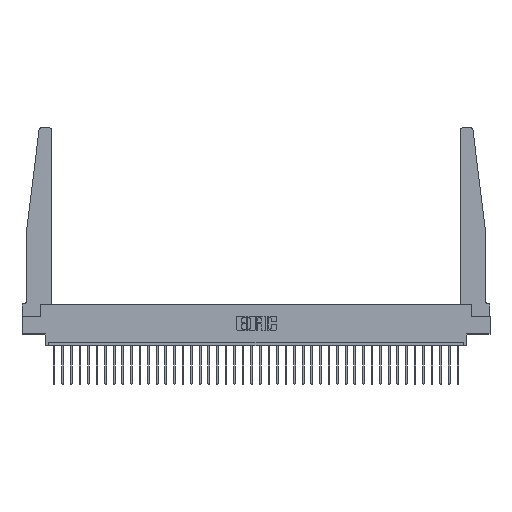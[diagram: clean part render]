
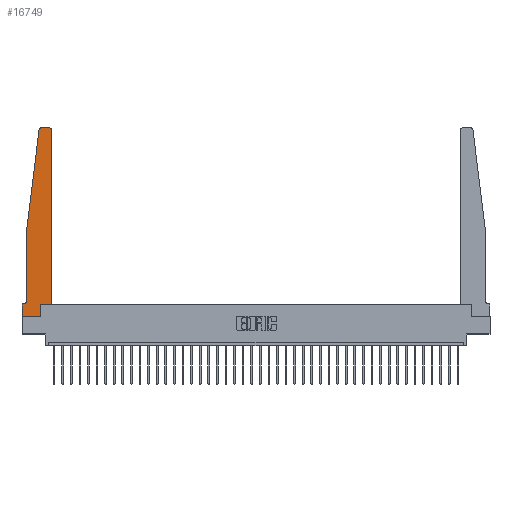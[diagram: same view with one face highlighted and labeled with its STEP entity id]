
A CAD part, top view. The second image highlights one B-rep face of the part: STEP entity #16749.
In plain terms, the highlighted planar face has unit normal (0, 0, 1).
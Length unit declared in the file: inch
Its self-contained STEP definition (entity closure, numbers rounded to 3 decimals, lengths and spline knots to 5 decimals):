
#462 = VERTEX_POINT ( 'NONE', #7785 ) ;
#536 = LINE ( 'NONE', #20517, #17344 ) ;
#1114 = VERTEX_POINT ( 'NONE', #5630 ) ;
#1313 = LINE ( 'NONE', #13898, #31624 ) ;
#1344 = CARTESIAN_POINT ( 'NONE',  ( 0.065, 0.2375, 0.37 ) ) ;
#1355 = ORIENTED_EDGE ( 'NONE', *, *, #13249, .T. ) ;
#1555 = AXIS2_PLACEMENT_3D ( 'NONE', #26942, #19076, #29734 ) ;
#2139 = VECTOR ( 'NONE', #17024, 39.37008 ) ;
#2596 = CARTESIAN_POINT ( 'NONE',  ( 0.25, 2.75, 0.37 ) ) ;
#2745 = DIRECTION ( 'NONE',  ( 0., 0., 1. ) ) ;
#2856 = DIRECTION ( 'NONE',  ( 1., 0., 0. ) ) ;
#2903 = CARTESIAN_POINT ( 'NONE',  ( 0., 0.1875, 0.37 ) ) ;
#2980 = CIRCLE ( 'NONE', #1555, 0.03 ) ;
#4642 = EDGE_CURVE ( 'NONE', #6629, #462, #30799, .T. ) ;
#4930 = CIRCLE ( 'NONE', #14737, 0.05 ) ;
#5229 = LINE ( 'NONE', #23570, #31508 ) ;
#5458 = CARTESIAN_POINT ( 'NONE',  ( 0.2605, 0.18, 0.37 ) ) ;
#5630 = CARTESIAN_POINT ( 'NONE',  ( 0.425, 0.18, 0.37 ) ) ;
#6138 = VERTEX_POINT ( 'NONE', #5458 ) ;
#6246 = ORIENTED_EDGE ( 'NONE', *, *, #20058, .T. ) ;
#6247 = DIRECTION ( 'NONE',  ( -0.122, -0.992, 0. ) ) ;
#6629 = VERTEX_POINT ( 'NONE', #2903 ) ;
#6667 = VECTOR ( 'NONE', #10257, 39.37008 ) ;
#6864 = VECTOR ( 'NONE', #18396, 39.37008 ) ;
#7490 = DIRECTION ( 'NONE',  ( 0., -1., 0. ) ) ;
#7785 = CARTESIAN_POINT ( 'NONE',  ( 0., 0., 0.37 ) ) ;
#7847 = DIRECTION ( 'NONE',  ( 0., 1., 0. ) ) ;
#8025 = VERTEX_POINT ( 'NONE', #33401 ) ;
#8422 = EDGE_CURVE ( 'NONE', #6138, #1114, #11870, .T. ) ;
#8669 = VERTEX_POINT ( 'NONE', #25553 ) ;
#9236 = CARTESIAN_POINT ( 'NONE',  ( 0.065, 1.25, 0.37 ) ) ;
#9404 = CARTESIAN_POINT ( 'NONE',  ( 0.425, 0.18, 0.37 ) ) ;
#9766 = EDGE_CURVE ( 'NONE', #462, #15170, #22888, .T. ) ;
#10257 = DIRECTION ( 'NONE',  ( -1., 0., 0. ) ) ;
#10391 = VERTEX_POINT ( 'NONE', #17917 ) ;
#10537 = VERTEX_POINT ( 'NONE', #18812 ) ;
#10814 = ORIENTED_EDGE ( 'NONE', *, *, #28947, .T. ) ;
#11768 = ORIENTED_EDGE ( 'NONE', *, *, #8422, .T. ) ;
#11870 = LINE ( 'NONE', #19315, #13966 ) ;
#12263 = PLANE ( 'NONE',  #20298 ) ;
#12343 = LINE ( 'NONE', #9404, #2139 ) ;
#12489 = EDGE_CURVE ( 'NONE', #8669, #14929, #15341, .T. ) ;
#13249 = EDGE_CURVE ( 'NONE', #10391, #8025, #2980, .T. ) ;
#13407 = EDGE_LOOP ( 'NONE', ( #6246, #13914, #21670, #27128, #31566, #10814, #31216, #21819, #30065, #11768, #28964, #1355 ) ) ;
#13898 = CARTESIAN_POINT ( 'NONE',  ( 0.065, 0.1875, 0.37 ) ) ;
#13914 = ORIENTED_EDGE ( 'NONE', *, *, #25630, .T. ) ;
#13953 = CARTESIAN_POINT ( 'NONE',  ( 0., 0., 0.37 ) ) ;
#13966 = VECTOR ( 'NONE', #26944, 39.37008 ) ;
#13995 = DIRECTION ( 'NONE',  ( 0., 0., -1. ) ) ;
#14016 = DIRECTION ( 'NONE',  ( -1., 0., 0. ) ) ;
#14737 = AXIS2_PLACEMENT_3D ( 'NONE', #26822, #13995, #32306 ) ;
#14929 = VERTEX_POINT ( 'NONE', #26310 ) ;
#15170 = VERTEX_POINT ( 'NONE', #29619 ) ;
#15341 = LINE ( 'NONE', #9236, #19074 ) ;
#15587 = CARTESIAN_POINT ( 'NONE',  ( 0.27653, 2.75, 0.37 ) ) ;
#16069 = DIRECTION ( 'NONE',  ( 0., 0., 1. ) ) ;
#16556 = EDGE_CURVE ( 'NONE', #1114, #10391, #12343, .T. ) ;
#16749 = ADVANCED_FACE ( 'NONE', ( #22608 ), #12263, .T. ) ;
#17024 = DIRECTION ( 'NONE',  ( 0., 1., 0. ) ) ;
#17344 = VECTOR ( 'NONE', #7490, 39.37008 ) ;
#17567 = CARTESIAN_POINT ( 'NONE',  ( 0., 0.1875, 0.37 ) ) ;
#17917 = CARTESIAN_POINT ( 'NONE',  ( 0.425, 2.72, 0.37 ) ) ;
#18396 = DIRECTION ( 'NONE',  ( 1., 0., 0. ) ) ;
#18528 = CARTESIAN_POINT ( 'NONE',  ( 0., 0., 0.37 ) ) ;
#18812 = CARTESIAN_POINT ( 'NONE',  ( 0.015, 0.1875, 0.37 ) ) ;
#19074 = VECTOR ( 'NONE', #6247, 39.37008 ) ;
#19076 = DIRECTION ( 'NONE',  ( 0., 0., 1. ) ) ;
#19315 = CARTESIAN_POINT ( 'NONE',  ( 0.425, 0.18, 0.37 ) ) ;
#20058 = EDGE_CURVE ( 'NONE', #8025, #21100, #21920, .T. ) ;
#20298 = AXIS2_PLACEMENT_3D ( 'NONE', #17567, #16069, #31873 ) ;
#20517 = CARTESIAN_POINT ( 'NONE',  ( 0.065, 1.25, 0.37 ) ) ;
#21100 = VERTEX_POINT ( 'NONE', #15587 ) ;
#21198 = DIRECTION ( 'NONE',  ( 0., -1., 0. ) ) ;
#21233 = CARTESIAN_POINT ( 'NONE',  ( 0.27653, 2.72, 0.37 ) ) ;
#21670 = ORIENTED_EDGE ( 'NONE', *, *, #12489, .T. ) ;
#21819 = ORIENTED_EDGE ( 'NONE', *, *, #9766, .T. ) ;
#21920 = LINE ( 'NONE', #2596, #6667 ) ;
#22608 = FACE_OUTER_BOUND ( 'NONE', #13407, .T. ) ;
#22888 = LINE ( 'NONE', #13953, #6864 ) ;
#23424 = CIRCLE ( 'NONE', #26517, 0.03 ) ;
#23570 = CARTESIAN_POINT ( 'NONE',  ( 0.2605, 0.18, 0.37 ) ) ;
#25553 = CARTESIAN_POINT ( 'NONE',  ( 0.24675, 2.72367, 0.37 ) ) ;
#25630 = EDGE_CURVE ( 'NONE', #21100, #8669, #23424, .T. ) ;
#26310 = CARTESIAN_POINT ( 'NONE',  ( 0.065, 1.25, 0.37 ) ) ;
#26517 = AXIS2_PLACEMENT_3D ( 'NONE', #21233, #2745, #2856 ) ;
#26822 = CARTESIAN_POINT ( 'NONE',  ( 0.015, 0.2375, 0.37 ) ) ;
#26854 = VERTEX_POINT ( 'NONE', #1344 ) ;
#26942 = CARTESIAN_POINT ( 'NONE',  ( 0.395, 2.72, 0.37 ) ) ;
#26944 = DIRECTION ( 'NONE',  ( 1., 0., 0. ) ) ;
#27110 = VECTOR ( 'NONE', #21198, 39.37008 ) ;
#27128 = ORIENTED_EDGE ( 'NONE', *, *, #33321, .T. ) ;
#28947 = EDGE_CURVE ( 'NONE', #10537, #6629, #1313, .T. ) ;
#28964 = ORIENTED_EDGE ( 'NONE', *, *, #16556, .T. ) ;
#29619 = CARTESIAN_POINT ( 'NONE',  ( 0.2605, 0., 0.37 ) ) ;
#29734 = DIRECTION ( 'NONE',  ( 1., 0., 0. ) ) ;
#29811 = EDGE_CURVE ( 'NONE', #26854, #10537, #4930, .T. ) ;
#30065 = ORIENTED_EDGE ( 'NONE', *, *, #31113, .T. ) ;
#30799 = LINE ( 'NONE', #18528, #27110 ) ;
#31113 = EDGE_CURVE ( 'NONE', #15170, #6138, #5229, .T. ) ;
#31216 = ORIENTED_EDGE ( 'NONE', *, *, #4642, .T. ) ;
#31508 = VECTOR ( 'NONE', #7847, 39.37008 ) ;
#31566 = ORIENTED_EDGE ( 'NONE', *, *, #29811, .T. ) ;
#31624 = VECTOR ( 'NONE', #14016, 39.37008 ) ;
#31873 = DIRECTION ( 'NONE',  ( 1., 0., 0. ) ) ;
#32306 = DIRECTION ( 'NONE',  ( -1., 0., 0. ) ) ;
#33321 = EDGE_CURVE ( 'NONE', #14929, #26854, #536, .T. ) ;
#33401 = CARTESIAN_POINT ( 'NONE',  ( 0.395, 2.75, 0.37 ) ) ;
